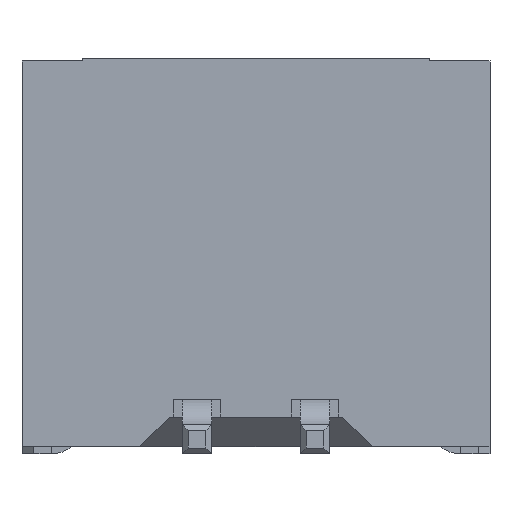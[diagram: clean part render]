
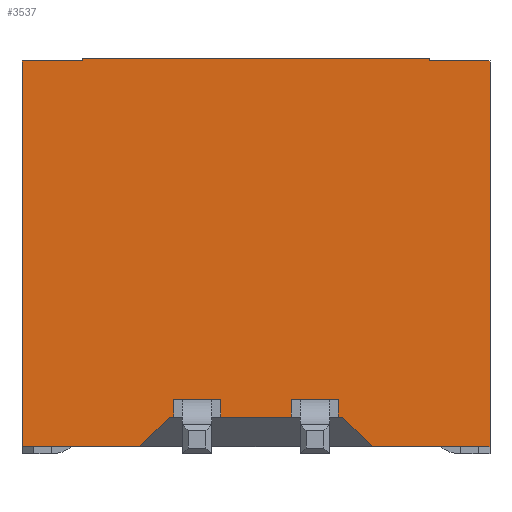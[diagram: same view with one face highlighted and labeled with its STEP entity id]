
A CAD part, front view. The second image highlights one B-rep face of the part: STEP entity #3537.
In plain terms, the highlighted planar face has unit normal (0, -1, 0).
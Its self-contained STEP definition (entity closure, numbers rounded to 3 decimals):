
#55=PLANE('',#3747);
#400=FACE_OUTER_BOUND('',#586,.T.);
#586=EDGE_LOOP('',(#2756,#2757,#2758,#2759,#2760,#2761,#2762,#2763,#2764,
#2765,#2766,#2767,#2768,#2769,#2770,#2771,#2772,#2773,#2774,#2775));
#789=LINE('',#4860,#1259);
#797=LINE('',#4877,#1267);
#807=LINE('',#4896,#1277);
#809=LINE('',#4900,#1279);
#830=LINE('',#4945,#1300);
#842=LINE('',#4969,#1312);
#868=LINE('',#5026,#1338);
#906=LINE('',#5100,#1376);
#954=LINE('',#5198,#1424);
#955=LINE('',#5199,#1425);
#956=LINE('',#5201,#1426);
#957=LINE('',#5202,#1427);
#958=LINE('',#5204,#1428);
#959=LINE('',#5206,#1429);
#960=LINE('',#5208,#1430);
#961=LINE('',#5210,#1431);
#962=LINE('',#5211,#1432);
#963=LINE('',#5213,#1433);
#964=LINE('',#5215,#1434);
#965=LINE('',#5216,#1435);
#1259=VECTOR('',#3956,1000.);
#1267=VECTOR('',#3966,1000.);
#1277=VECTOR('',#3980,1000.);
#1279=VECTOR('',#3984,1000.);
#1300=VECTOR('',#4013,1000.);
#1312=VECTOR('',#4029,1000.);
#1338=VECTOR('',#4069,1000.);
#1376=VECTOR('',#4119,1000.);
#1424=VECTOR('',#4181,1000.);
#1425=VECTOR('',#4182,1000.);
#1426=VECTOR('',#4183,1000.);
#1427=VECTOR('',#4184,1000.);
#1428=VECTOR('',#4185,1000.);
#1429=VECTOR('',#4186,1000.);
#1430=VECTOR('',#4187,1000.);
#1431=VECTOR('',#4188,1000.);
#1432=VECTOR('',#4189,1000.);
#1433=VECTOR('',#4190,1000.);
#1434=VECTOR('',#4191,1000.);
#1435=VECTOR('',#4192,1000.);
#1744=VERTEX_POINT('',#4857);
#1745=VERTEX_POINT('',#4859);
#1752=VERTEX_POINT('',#4874);
#1753=VERTEX_POINT('',#4876);
#1760=VERTEX_POINT('',#4894);
#1761=VERTEX_POINT('',#4898);
#1777=VERTEX_POINT('',#4935);
#1781=VERTEX_POINT('',#4943);
#1791=VERTEX_POINT('',#4968);
#1814=VERTEX_POINT('',#5023);
#1815=VERTEX_POINT('',#5025);
#1887=VERTEX_POINT('',#5196);
#1888=VERTEX_POINT('',#5197);
#1889=VERTEX_POINT('',#5200);
#1890=VERTEX_POINT('',#5203);
#1891=VERTEX_POINT('',#5205);
#1892=VERTEX_POINT('',#5207);
#1893=VERTEX_POINT('',#5209);
#1894=VERTEX_POINT('',#5212);
#1895=VERTEX_POINT('',#5214);
#2060=EDGE_CURVE('',#1744,#1745,#789,.T.);
#2068=EDGE_CURVE('',#1752,#1753,#797,.T.);
#2078=EDGE_CURVE('',#1753,#1760,#807,.T.);
#2080=EDGE_CURVE('',#1752,#1761,#809,.T.);
#2101=EDGE_CURVE('',#1781,#1777,#830,.T.);
#2113=EDGE_CURVE('',#1791,#1777,#842,.T.);
#2141=EDGE_CURVE('',#1814,#1815,#868,.T.);
#2179=EDGE_CURVE('',#1791,#1814,#906,.T.);
#2228=EDGE_CURVE('',#1887,#1888,#954,.T.);
#2229=EDGE_CURVE('',#1745,#1887,#955,.T.);
#2230=EDGE_CURVE('',#1744,#1889,#956,.T.);
#2231=EDGE_CURVE('',#1760,#1889,#957,.T.);
#2232=EDGE_CURVE('',#1890,#1761,#958,.T.);
#2233=EDGE_CURVE('',#1890,#1891,#959,.T.);
#2234=EDGE_CURVE('',#1891,#1892,#960,.T.);
#2235=EDGE_CURVE('',#1893,#1892,#961,.T.);
#2236=EDGE_CURVE('',#1893,#1815,#962,.T.);
#2237=EDGE_CURVE('',#1781,#1894,#963,.T.);
#2238=EDGE_CURVE('',#1894,#1895,#964,.T.);
#2239=EDGE_CURVE('',#1895,#1888,#965,.T.);
#2756=ORIENTED_EDGE('',*,*,#2228,.F.);
#2757=ORIENTED_EDGE('',*,*,#2229,.F.);
#2758=ORIENTED_EDGE('',*,*,#2060,.F.);
#2759=ORIENTED_EDGE('',*,*,#2230,.T.);
#2760=ORIENTED_EDGE('',*,*,#2231,.F.);
#2761=ORIENTED_EDGE('',*,*,#2078,.F.);
#2762=ORIENTED_EDGE('',*,*,#2068,.F.);
#2763=ORIENTED_EDGE('',*,*,#2080,.T.);
#2764=ORIENTED_EDGE('',*,*,#2232,.F.);
#2765=ORIENTED_EDGE('',*,*,#2233,.T.);
#2766=ORIENTED_EDGE('',*,*,#2234,.T.);
#2767=ORIENTED_EDGE('',*,*,#2235,.F.);
#2768=ORIENTED_EDGE('',*,*,#2236,.T.);
#2769=ORIENTED_EDGE('',*,*,#2141,.F.);
#2770=ORIENTED_EDGE('',*,*,#2179,.F.);
#2771=ORIENTED_EDGE('',*,*,#2113,.T.);
#2772=ORIENTED_EDGE('',*,*,#2101,.F.);
#2773=ORIENTED_EDGE('',*,*,#2237,.T.);
#2774=ORIENTED_EDGE('',*,*,#2238,.T.);
#2775=ORIENTED_EDGE('',*,*,#2239,.T.);
#3537=ADVANCED_FACE('',(#400),#55,.F.);
#3747=AXIS2_PLACEMENT_3D('',#5195,#4179,#4180);
#3956=DIRECTION('',(-1.,0.,0.));
#3966=DIRECTION('',(-1.,0.,0.));
#3980=DIRECTION('',(0.,0.,-1.));
#3984=DIRECTION('',(0.,0.,-1.));
#4013=DIRECTION('',(1.,0.,0.));
#4029=DIRECTION('',(0.,0.,-1.));
#4069=DIRECTION('',(0.,0.,-1.));
#4119=DIRECTION('',(1.,0.,0.));
#4179=DIRECTION('center_axis',(0.,1.,0.));
#4180=DIRECTION('ref_axis',(-1.,0.,0.));
#4181=DIRECTION('',(-1.,0.,0.));
#4182=DIRECTION('',(0.,0.,-1.));
#4183=DIRECTION('',(0.,0.,-1.));
#4184=DIRECTION('',(-1.,0.,0.));
#4185=DIRECTION('',(-1.,0.,0.));
#4186=DIRECTION('',(0.707,0.,-0.707));
#4187=DIRECTION('',(1.,0.,0.));
#4188=DIRECTION('',(0.,0.,-1.));
#4189=DIRECTION('',(-1.,0.,0.));
#4190=DIRECTION('',(0.,0.,-1.));
#4191=DIRECTION('',(1.,0.,0.));
#4192=DIRECTION('',(0.707,0.,0.707));
#4857=CARTESIAN_POINT('',(-0.675,-2.5,0.925));
#4859=CARTESIAN_POINT('',(-1.475,-2.5,0.925));
#4860=CARTESIAN_POINT('',(-0.675,-2.5,0.925));
#4874=CARTESIAN_POINT('',(1.325,-2.5,0.925));
#4876=CARTESIAN_POINT('',(0.525,-2.5,0.925));
#4877=CARTESIAN_POINT('',(1.325,-2.5,0.925));
#4894=CARTESIAN_POINT('',(0.525,-2.5,0.625));
#4896=CARTESIAN_POINT('',(0.525,-2.5,0.925));
#4898=CARTESIAN_POINT('',(1.325,-2.5,0.625));
#4900=CARTESIAN_POINT('',(1.325,-2.5,0.925));
#4935=CARTESIAN_POINT('',(-3.025,-2.5,6.675));
#4943=CARTESIAN_POINT('',(-4.05,-2.5,6.675));
#4945=CARTESIAN_POINT('',(-4.05,-2.5,6.675));
#4968=CARTESIAN_POINT('',(-3.025,-2.5,6.725));
#4969=CARTESIAN_POINT('',(-3.025,-2.5,6.725));
#5023=CARTESIAN_POINT('',(2.875,-2.5,6.725));
#5025=CARTESIAN_POINT('',(2.875,-2.5,6.675));
#5026=CARTESIAN_POINT('',(2.875,-2.5,6.725));
#5100=CARTESIAN_POINT('',(-3.025,-2.5,6.725));
#5195=CARTESIAN_POINT('Origin',(-3.025,-2.5,6.725));
#5196=CARTESIAN_POINT('',(-1.475,-2.5,0.625));
#5197=CARTESIAN_POINT('',(-1.55,-2.5,0.625));
#5198=CARTESIAN_POINT('',(1.9,-2.5,0.625));
#5199=CARTESIAN_POINT('',(-1.475,-2.5,0.925));
#5200=CARTESIAN_POINT('',(-0.675,-2.5,0.625));
#5201=CARTESIAN_POINT('',(-0.675,-2.5,0.925));
#5202=CARTESIAN_POINT('',(1.9,-2.5,0.625));
#5203=CARTESIAN_POINT('',(1.4,-2.5,0.625));
#5204=CARTESIAN_POINT('',(1.9,-2.5,0.625));
#5205=CARTESIAN_POINT('',(1.9,-2.5,0.125));
#5206=CARTESIAN_POINT('',(-3.863,-2.5,5.887));
#5207=CARTESIAN_POINT('',(3.9,-2.5,0.125));
#5208=CARTESIAN_POINT('',(-3.025,-2.5,0.125));
#5209=CARTESIAN_POINT('',(3.9,-2.5,6.675));
#5210=CARTESIAN_POINT('',(3.9,-2.5,6.675));
#5211=CARTESIAN_POINT('',(3.9,-2.5,6.675));
#5212=CARTESIAN_POINT('',(-4.05,-2.5,0.125));
#5213=CARTESIAN_POINT('',(-4.05,-2.5,6.675));
#5214=CARTESIAN_POINT('',(-2.05,-2.5,0.125));
#5215=CARTESIAN_POINT('',(-3.025,-2.5,0.125));
#5216=CARTESIAN_POINT('',(0.762,-2.5,2.937));
